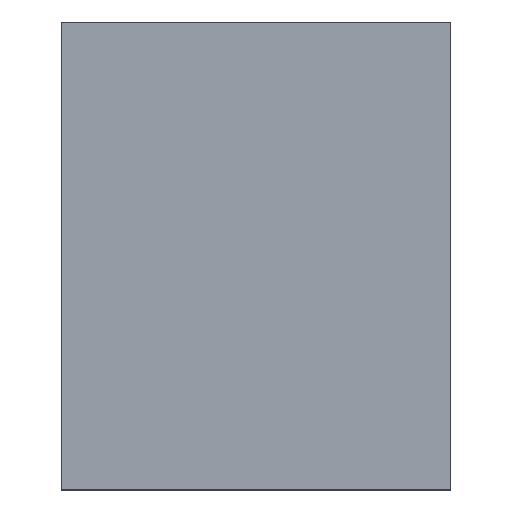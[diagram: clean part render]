
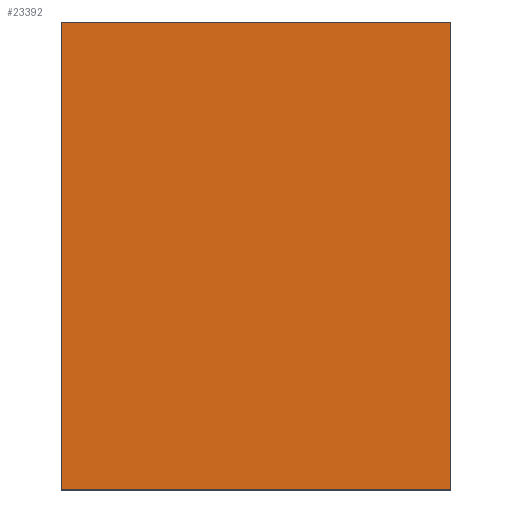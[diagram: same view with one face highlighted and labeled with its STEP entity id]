
A CAD part, top view. The second image highlights one B-rep face of the part: STEP entity #23392.
In plain terms, the highlighted face is planar.
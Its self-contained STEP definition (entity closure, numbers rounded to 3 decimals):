
#23041=DIRECTION('',(1.,0.,0.));
#23042=VECTOR('',#23041,120.);
#23043=CARTESIAN_POINT('',(-60.,1.8,50.));
#23044=LINE('',#23043,#23042);
#23049=DIRECTION('',(1.,0.,0.));
#23050=VECTOR('',#23049,120.);
#23051=CARTESIAN_POINT('',(-60.,1.8,-50.));
#23052=LINE('',#23051,#23050);
#23053=DIRECTION('',(0.,0.,1.));
#23054=VECTOR('',#23053,100.);
#23055=CARTESIAN_POINT('',(60.,1.8,-50.));
#23056=LINE('',#23055,#23054);
#23061=DIRECTION('',(0.,0.,1.));
#23062=VECTOR('',#23061,100.);
#23063=CARTESIAN_POINT('',(-60.,1.8,-50.));
#23064=LINE('',#23063,#23062);
#23233=CARTESIAN_POINT('',(60.,1.8,-50.));
#23234=CARTESIAN_POINT('',(60.,1.8,50.));
#23235=VERTEX_POINT('',#23233);
#23236=VERTEX_POINT('',#23234);
#23237=CARTESIAN_POINT('',(-60.,1.8,-50.));
#23238=CARTESIAN_POINT('',(-60.,1.8,50.));
#23239=VERTEX_POINT('',#23237);
#23240=VERTEX_POINT('',#23238);
#23380=CARTESIAN_POINT('',(-58.2,1.8,-50.));
#23381=DIRECTION('',(0.,1.,0.));
#23382=DIRECTION('',(-1.,0.,0.));
#23383=AXIS2_PLACEMENT_3D('',#23380,#23381,#23382);
#23384=PLANE('',#23383);
#23385=ORIENTED_EDGE('',*,*,#23362,.F.);
#23387=ORIENTED_EDGE('',*,*,#23386,.F.);
#23388=ORIENTED_EDGE('',*,*,#23266,.T.);
#23389=ORIENTED_EDGE('',*,*,#23375,.T.);
#23390=EDGE_LOOP('',(#23385,#23387,#23388,#23389));
#23391=FACE_OUTER_BOUND('',#23390,.F.);
#23266=EDGE_CURVE('',#23239,#23235,#23052,.T.);
#23362=EDGE_CURVE('',#23240,#23236,#23044,.T.);
#23375=EDGE_CURVE('',#23235,#23236,#23056,.T.);
#23386=EDGE_CURVE('',#23239,#23240,#23064,.T.);
#23392=ADVANCED_FACE('',(#23391),#23384,.T.);
